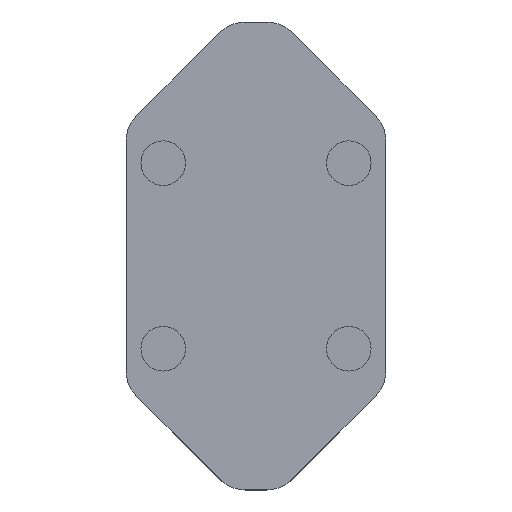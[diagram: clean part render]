
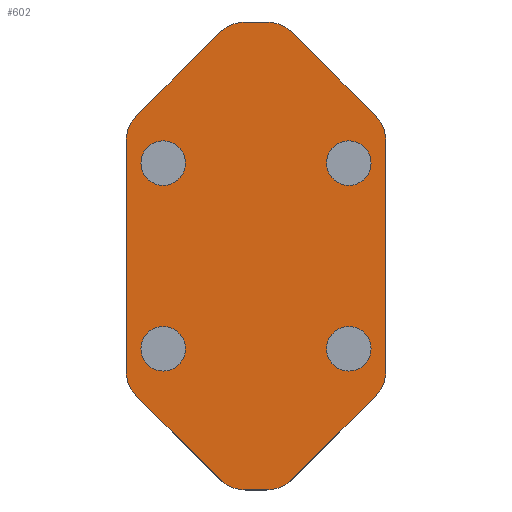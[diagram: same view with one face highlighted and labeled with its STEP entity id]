
A CAD part, top view. The second image highlights one B-rep face of the part: STEP entity #602.
In plain terms, the highlighted planar face has unit normal (0, 0, 1).
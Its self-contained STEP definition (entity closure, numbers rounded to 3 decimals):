
#20=LINE('',#926,#56);
#28=LINE('',#955,#64);
#33=LINE('',#969,#69);
#39=LINE('',#986,#75);
#44=LINE('',#1008,#80);
#48=LINE('',#1048,#84);
#49=LINE('',#1050,#85);
#50=LINE('',#1052,#86);
#56=VECTOR('',#738,10.);
#64=VECTOR('',#764,10.);
#69=VECTOR('',#779,10.);
#75=VECTOR('',#795,10.);
#80=VECTOR('',#818,10.);
#84=VECTOR('',#874,10.);
#85=VECTOR('',#877,10.);
#86=VECTOR('',#880,10.);
#103=FACE_BOUND('',#222,.T.);
#104=FACE_BOUND('',#223,.T.);
#105=FACE_BOUND('',#224,.T.);
#106=FACE_BOUND('',#225,.T.);
#165=FACE_OUTER_BOUND('',#221,.T.);
#221=EDGE_LOOP('',(#522,#523,#524,#525,#526,#527,#528,#529,#530,#531,#532,
#533,#534,#535,#536,#537));
#222=EDGE_LOOP('',(#538));
#223=EDGE_LOOP('',(#539));
#224=EDGE_LOOP('',(#540));
#225=EDGE_LOOP('',(#541));
#234=CIRCLE('',#628,5.);
#242=CIRCLE('',#639,5.);
#243=CIRCLE('',#642,5.);
#244=CIRCLE('',#644,5.);
#246=CIRCLE('',#648,5.);
#253=CIRCLE('',#658,5.);
#254=CIRCLE('',#661,5.);
#255=CIRCLE('',#663,5.);
#257=CIRCLE('',#667,3.);
#259=CIRCLE('',#672,3.);
#261=CIRCLE('',#677,3.);
#263=CIRCLE('',#682,3.);
#272=VERTEX_POINT('',#909);
#273=VERTEX_POINT('',#910);
#279=VERTEX_POINT('',#924);
#289=VERTEX_POINT('',#948);
#290=VERTEX_POINT('',#949);
#291=VERTEX_POINT('',#954);
#292=VERTEX_POINT('',#958);
#293=VERTEX_POINT('',#962);
#294=VERTEX_POINT('',#963);
#295=VERTEX_POINT('',#968);
#298=VERTEX_POINT('',#976);
#301=VERTEX_POINT('',#984);
#308=VERTEX_POINT('',#1003);
#309=VERTEX_POINT('',#1007);
#310=VERTEX_POINT('',#1011);
#311=VERTEX_POINT('',#1015);
#313=VERTEX_POINT('',#1022);
#315=VERTEX_POINT('',#1029);
#317=VERTEX_POINT('',#1036);
#319=VERTEX_POINT('',#1043);
#328=EDGE_CURVE('',#272,#273,#234,.T.);
#336=EDGE_CURVE('',#272,#279,#20,.T.);
#347=EDGE_CURVE('',#289,#290,#242,.T.);
#350=EDGE_CURVE('',#291,#290,#28,.T.);
#352=EDGE_CURVE('',#291,#292,#243,.T.);
#354=EDGE_CURVE('',#293,#294,#244,.T.);
#357=EDGE_CURVE('',#295,#294,#33,.T.);
#361=EDGE_CURVE('',#298,#279,#246,.T.);
#366=EDGE_CURVE('',#298,#301,#39,.T.);
#375=EDGE_CURVE('',#295,#308,#253,.T.);
#377=EDGE_CURVE('',#309,#308,#44,.T.);
#379=EDGE_CURVE('',#309,#310,#254,.T.);
#381=EDGE_CURVE('',#311,#301,#255,.T.);
#384=EDGE_CURVE('',#313,#313,#257,.T.);
#386=EDGE_CURVE('',#315,#315,#259,.T.);
#388=EDGE_CURVE('',#317,#317,#261,.T.);
#390=EDGE_CURVE('',#319,#319,#263,.T.);
#391=EDGE_CURVE('',#289,#273,#48,.T.);
#392=EDGE_CURVE('',#293,#292,#49,.T.);
#393=EDGE_CURVE('',#311,#310,#50,.T.);
#522=ORIENTED_EDGE('',*,*,#328,.F.);
#523=ORIENTED_EDGE('',*,*,#336,.T.);
#524=ORIENTED_EDGE('',*,*,#361,.F.);
#525=ORIENTED_EDGE('',*,*,#366,.T.);
#526=ORIENTED_EDGE('',*,*,#381,.F.);
#527=ORIENTED_EDGE('',*,*,#393,.T.);
#528=ORIENTED_EDGE('',*,*,#379,.F.);
#529=ORIENTED_EDGE('',*,*,#377,.T.);
#530=ORIENTED_EDGE('',*,*,#375,.F.);
#531=ORIENTED_EDGE('',*,*,#357,.T.);
#532=ORIENTED_EDGE('',*,*,#354,.F.);
#533=ORIENTED_EDGE('',*,*,#392,.T.);
#534=ORIENTED_EDGE('',*,*,#352,.F.);
#535=ORIENTED_EDGE('',*,*,#350,.T.);
#536=ORIENTED_EDGE('',*,*,#347,.F.);
#537=ORIENTED_EDGE('',*,*,#391,.T.);
#538=ORIENTED_EDGE('',*,*,#384,.T.);
#539=ORIENTED_EDGE('',*,*,#386,.T.);
#540=ORIENTED_EDGE('',*,*,#388,.T.);
#541=ORIENTED_EDGE('',*,*,#390,.T.);
#562=PLANE('',#688);
#602=ADVANCED_FACE('',(#165,#103,#104,#105,#106),#562,.T.);
#628=AXIS2_PLACEMENT_3D('',#911,#725,#726);
#639=AXIS2_PLACEMENT_3D('',#950,#758,#759);
#642=AXIS2_PLACEMENT_3D('',#959,#768,#769);
#644=AXIS2_PLACEMENT_3D('',#964,#773,#774);
#648=AXIS2_PLACEMENT_3D('',#977,#786,#787);
#658=AXIS2_PLACEMENT_3D('',#1004,#813,#814);
#661=AXIS2_PLACEMENT_3D('',#1012,#822,#823);
#663=AXIS2_PLACEMENT_3D('',#1016,#827,#828);
#667=AXIS2_PLACEMENT_3D('',#1023,#836,#837);
#672=AXIS2_PLACEMENT_3D('',#1030,#846,#847);
#677=AXIS2_PLACEMENT_3D('',#1037,#856,#857);
#682=AXIS2_PLACEMENT_3D('',#1044,#866,#867);
#688=AXIS2_PLACEMENT_3D('',#1053,#881,#882);
#725=DIRECTION('center_axis',(0.,0.,-1.));
#726=DIRECTION('ref_axis',(0.924,-0.383,0.));
#738=DIRECTION('',(0.,1.,0.));
#758=DIRECTION('center_axis',(0.,0.,-1.));
#759=DIRECTION('ref_axis',(0.383,-0.924,0.));
#764=DIRECTION('',(1.,0.,0.));
#768=DIRECTION('center_axis',(0.,0.,-1.));
#769=DIRECTION('ref_axis',(-0.383,-0.924,0.));
#773=DIRECTION('center_axis',(0.,0.,-1.));
#774=DIRECTION('ref_axis',(-0.924,-0.383,0.));
#779=DIRECTION('',(0.,-1.,0.));
#786=DIRECTION('center_axis',(0.,0.,-1.));
#787=DIRECTION('ref_axis',(0.924,0.383,0.));
#795=DIRECTION('',(-0.707,0.707,0.));
#813=DIRECTION('center_axis',(0.,0.,-1.));
#814=DIRECTION('ref_axis',(-0.924,0.383,0.));
#818=DIRECTION('',(-0.707,-0.707,0.));
#822=DIRECTION('center_axis',(0.,0.,-1.));
#823=DIRECTION('ref_axis',(-0.383,0.924,0.));
#827=DIRECTION('center_axis',(0.,0.,-1.));
#828=DIRECTION('ref_axis',(0.383,0.924,0.));
#836=DIRECTION('center_axis',(0.,0.,-1.));
#837=DIRECTION('ref_axis',(1.,0.,0.));
#846=DIRECTION('center_axis',(0.,0.,-1.));
#847=DIRECTION('ref_axis',(1.,0.,0.));
#856=DIRECTION('center_axis',(0.,0.,-1.));
#857=DIRECTION('ref_axis',(1.,0.,0.));
#866=DIRECTION('center_axis',(0.,0.,-1.));
#867=DIRECTION('ref_axis',(1.,0.,0.));
#874=DIRECTION('',(0.707,0.707,0.));
#877=DIRECTION('',(0.707,-0.707,0.));
#880=DIRECTION('',(-1.,0.,0.));
#881=DIRECTION('center_axis',(0.,0.,1.));
#882=DIRECTION('ref_axis',(1.,0.,0.));
#909=CARTESIAN_POINT('',(17.5,-15.429,12.5));
#910=CARTESIAN_POINT('',(16.036,-18.964,12.5));
#911=CARTESIAN_POINT('Origin',(12.5,-15.429,12.5));
#924=CARTESIAN_POINT('',(17.5,15.429,12.5));
#926=CARTESIAN_POINT('',(17.5,-17.5,12.5));
#948=CARTESIAN_POINT('',(4.964,-30.036,12.5));
#949=CARTESIAN_POINT('',(1.429,-31.5,12.5));
#950=CARTESIAN_POINT('Origin',(1.429,-26.5,12.5));
#954=CARTESIAN_POINT('',(-1.429,-31.5,12.5));
#955=CARTESIAN_POINT('',(-3.5,-31.5,12.5));
#958=CARTESIAN_POINT('',(-4.964,-30.036,12.5));
#959=CARTESIAN_POINT('Origin',(-1.429,-26.5,12.5));
#962=CARTESIAN_POINT('',(-16.036,-18.964,12.5));
#963=CARTESIAN_POINT('',(-17.5,-15.429,12.5));
#964=CARTESIAN_POINT('Origin',(-12.5,-15.429,12.5));
#968=CARTESIAN_POINT('',(-17.5,15.429,12.5));
#969=CARTESIAN_POINT('',(-17.5,17.5,12.5));
#976=CARTESIAN_POINT('',(16.036,18.964,12.5));
#977=CARTESIAN_POINT('Origin',(12.5,15.429,12.5));
#984=CARTESIAN_POINT('',(4.964,30.036,12.5));
#986=CARTESIAN_POINT('',(17.5,17.5,12.5));
#1003=CARTESIAN_POINT('',(-16.036,18.964,12.5));
#1004=CARTESIAN_POINT('Origin',(-12.5,15.429,12.5));
#1007=CARTESIAN_POINT('',(-4.964,30.036,12.5));
#1008=CARTESIAN_POINT('',(-3.5,31.5,12.5));
#1011=CARTESIAN_POINT('',(-1.429,31.5,12.5));
#1012=CARTESIAN_POINT('Origin',(-1.429,26.5,12.5));
#1015=CARTESIAN_POINT('',(1.429,31.5,12.5));
#1016=CARTESIAN_POINT('Origin',(1.429,26.5,12.5));
#1022=CARTESIAN_POINT('',(15.5,-12.5,12.5));
#1023=CARTESIAN_POINT('Origin',(12.5,-12.5,12.5));
#1029=CARTESIAN_POINT('',(-9.5,12.5,12.5));
#1030=CARTESIAN_POINT('Origin',(-12.5,12.5,12.5));
#1036=CARTESIAN_POINT('',(-9.5,-12.5,12.5));
#1037=CARTESIAN_POINT('Origin',(-12.5,-12.5,12.5));
#1043=CARTESIAN_POINT('',(15.5,12.5,12.5));
#1044=CARTESIAN_POINT('Origin',(12.5,12.5,12.5));
#1048=CARTESIAN_POINT('',(3.5,-31.5,12.5));
#1050=CARTESIAN_POINT('',(-17.5,-17.5,12.5));
#1052=CARTESIAN_POINT('',(3.5,31.5,12.5));
#1053=CARTESIAN_POINT('Origin',(0.,21.557,
12.5));
